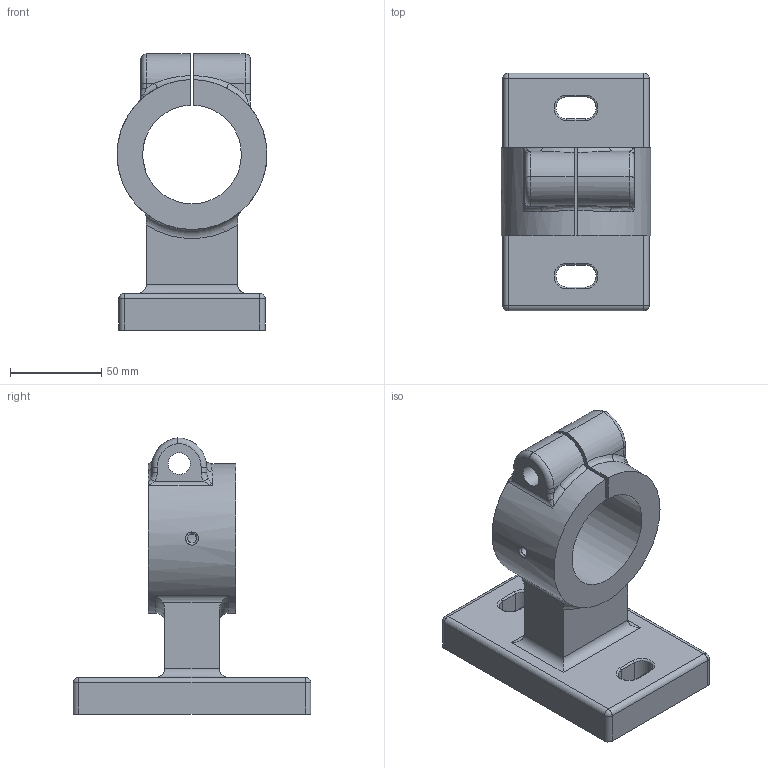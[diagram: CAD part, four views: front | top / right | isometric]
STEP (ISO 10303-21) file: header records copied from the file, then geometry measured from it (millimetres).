
FILE_DESCRIPTION(/* description */ (''),/* implementation_level */ '2;1');
FILE_NAME(/* name */ '0ca262da-1c7d-4e2a-8a49-21eb8232a34e.stp',/* time_stamp */ '2025-08-22T01:57:33Z',/* author */ (''),/* organization */ (''),/* preprocessor_version */ 'ST-DEVELOPER v20.1',/* originating_system */ 'Autodesk Translation Framework v14.17.0.0',/* authorisation */ '');
FILE_SCHEMA (('AUTOMOTIVE_DESIGN { 1 0 10303 214 3 1 1 }'));
Length unit declared in the file: millimetre
Products named in the file (1): cadPart design
Bounding box: 82 x 130 x 151 mm (x, y, z)
Volume: 416616.6 mm3; surface area: 64919.7 mm2
Topology: 1 solids, 1 shells, 89 faces, 215 edges, 129 vertices
Faces by surface type: cylinder 36, plane 24, torus 14, bspline 11, sphere 4
Full cylindrical faces by diameter (mm): 5 x1, 12 x2
Entity records: 3430 total; most frequent: CARTESIAN_POINT 1356, ORIENTED_EDGE 428, DIRECTION 420, EDGE_CURVE 214, AXIS2_PLACEMENT_3D 168, VERTEX_POINT 129, EDGE_LOOP 101, FACE_OUTER_BOUND 89
